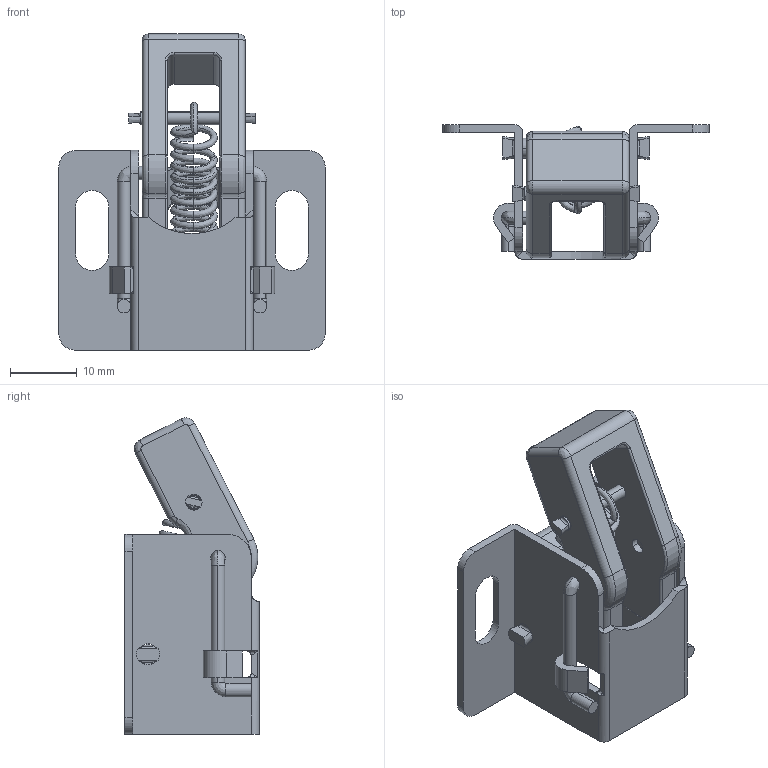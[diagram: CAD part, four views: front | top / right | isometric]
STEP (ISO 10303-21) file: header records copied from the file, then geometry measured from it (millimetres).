
FILE_DESCRIPTION( (''), '2;1');
FILE_NAME ('PC016.15812.TL_249_2P_28600.stp','2025-05-19T17:26:32',(''),(''),'spGate 19.8.4 (****-****-****-****)','','');
FILE_SCHEMA (('AUTOMOTIVE_DESIGN'));
Length unit declared in the file: millimetre
Products named in the file (8): Assembly; pin_B_mr; pin_B; pin_C; pin_A; housing; ラッチ; スプリング
Assembly tree (7 placements, depth 2):
  Assembly
    pin_B_mr
    pin_B
    pin_C
    pin_A
    housing
    ラッチ
    スプリング
Bounding box: 40 x 20.2 x 47.52 mm (x, y, z)
Volume: 6170.7 mm3; surface area: 8414.5 mm2
Topology: 6 solids, 7 shells, 318 faces, 795 edges, 476 vertices
Faces by surface type: bspline 132, cylinder 101, plane 85
Entity records: 22051 total; most frequent: CARTESIAN_POINT 8906, ORIENTED_EDGE 1574, DIRECTION 1205, COLOUR_RGB 1111, PRESENTATION_STYLE_ASSIGNMENT 1111, STYLED_ITEM 1111, EDGE_CURVE 786, DRAUGHTING_PRE_DEFINED_CURVE_FONT 786
